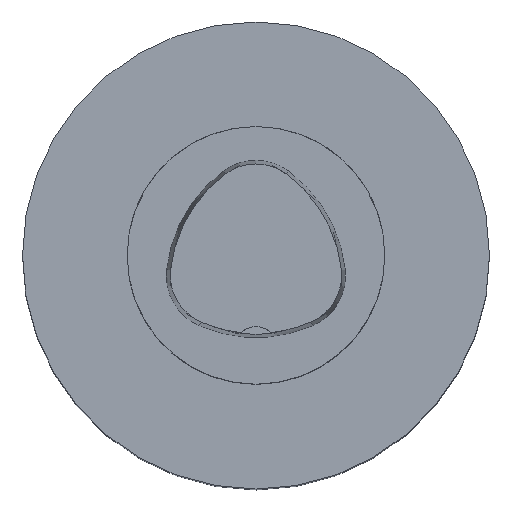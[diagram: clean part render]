
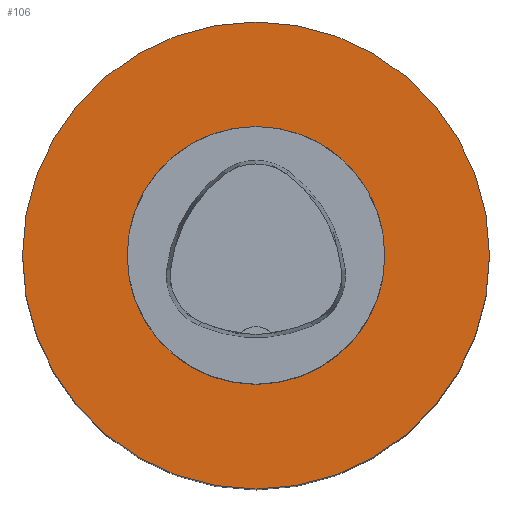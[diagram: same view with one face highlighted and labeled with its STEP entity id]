
A CAD part, top view. The second image highlights one B-rep face of the part: STEP entity #106.
In plain terms, the highlighted planar face has unit normal (0, 0, 1).
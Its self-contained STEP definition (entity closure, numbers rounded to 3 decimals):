
#51=PLANE('',#506);
#106=ADVANCED_FACE('',(#139,#140),#51,.T.);
#112=CIRCLE('',#463,40.);
#130=CIRCLE('',#505,72.5);
#139=FACE_BOUND('',#173,.T.);
#140=FACE_BOUND('',#174,.T.);
#173=EDGE_LOOP('',(#285));
#174=EDGE_LOOP('',(#286));
#285=ORIENTED_EDGE('',*,*,#342,.T.);
#286=ORIENTED_EDGE('',*,*,#376,.F.);
#306=VERTEX_POINT('',#688);
#324=VERTEX_POINT('',#770);
#342=EDGE_CURVE('',#306,#306,#112,.T.);
#376=EDGE_CURVE('',#324,#324,#130,.T.);
#463=AXIS2_PLACEMENT_3D('',#687,#542,#543);
#505=AXIS2_PLACEMENT_3D('',#769,#640,#641);
#506=AXIS2_PLACEMENT_3D('',#771,#642,#643);
#542=DIRECTION('',(0.,0.,-1.));
#543=DIRECTION('',(-1.,0.,0.));
#640=DIRECTION('',(0.,0.,-1.));
#641=DIRECTION('',(-1.,0.,0.));
#642=DIRECTION('',(0.,0.,1.));
#643=DIRECTION('',(1.,0.,0.));
#687=CARTESIAN_POINT('',(0.,0.,-31.2));
#688=CARTESIAN_POINT('',(-40.,0.,-31.2));
#769=CARTESIAN_POINT('',(0.,0.,-31.2));
#770=CARTESIAN_POINT('',(-72.5,0.,-31.2));
#771=CARTESIAN_POINT('',(0.,0.,-31.2));
